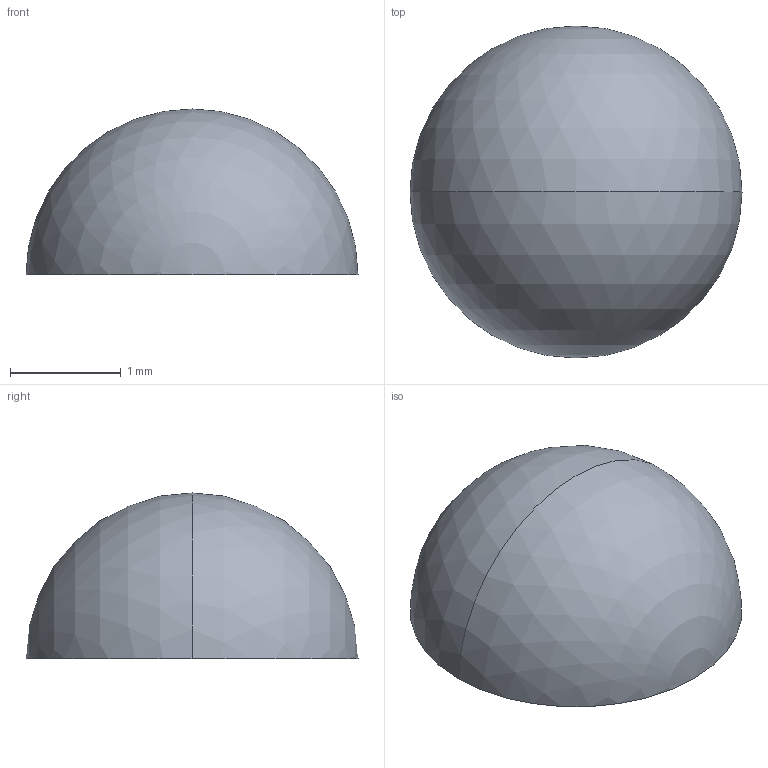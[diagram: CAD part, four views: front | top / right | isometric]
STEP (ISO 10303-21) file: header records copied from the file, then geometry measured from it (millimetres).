
FILE_DESCRIPTION (( 'STEP AP214' ), '1' );
FILE_NAME ('PKJESP.STEP', '2015-01-14T09:17:38', ( '' ), ( '' ), 'SwSTEP 2.0', 'SolidWorks 2012', '' );
FILE_SCHEMA (( 'AUTOMOTIVE_DESIGN' ));
Length unit declared in the file: millimetre
Products named in the file (1): PKJESP
Bounding box: 3 x 3 x 1.5 mm (x, y, z)
Volume: 7.1 mm3; surface area: 21.2 mm2
Topology: 1 solids, 1 shells, 3 faces, 8 edges, 5 vertices
Faces by surface type: sphere 2, plane 1
Entity records: 137 total; most frequent: DIRECTION 16, CARTESIAN_POINT 11, AXIS2_PLACEMENT_3D 8, ORIENTED_EDGE 8, UNCERTAINTY_MEASURE_WITH_UNIT 6, SURFACE_STYLE_FILL_AREA 5, PRESENTATION_STYLE_ASSIGNMENT 5, COLOUR_RGB 5
